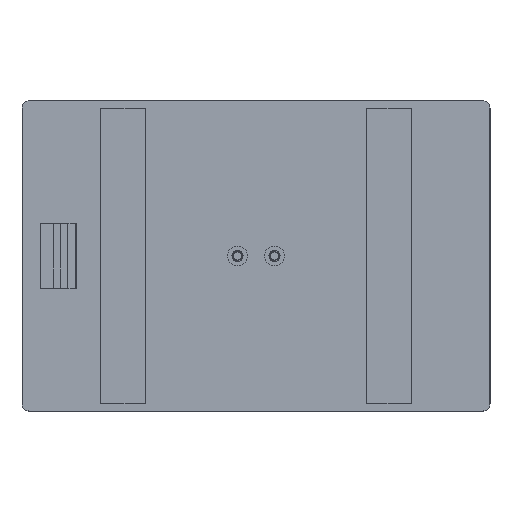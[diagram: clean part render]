
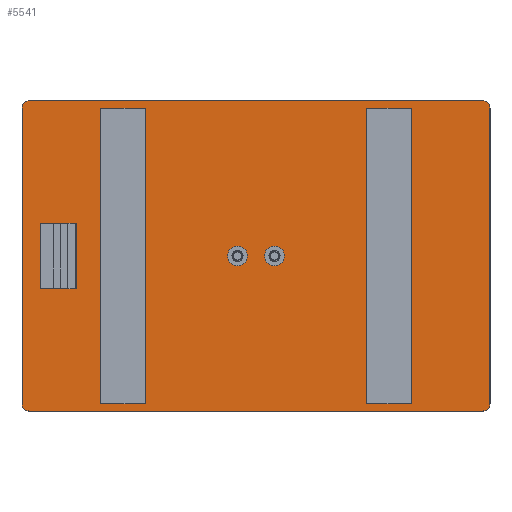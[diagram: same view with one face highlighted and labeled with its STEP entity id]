
A CAD part, top view. The second image highlights one B-rep face of the part: STEP entity #5541.
In plain terms, the highlighted planar face has unit normal (0, 0, 1).
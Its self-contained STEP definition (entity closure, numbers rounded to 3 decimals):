
#399=FACE_BOUND('',#933,.T.);
#400=FACE_BOUND('',#934,.T.);
#401=FACE_BOUND('',#935,.T.);
#402=FACE_BOUND('',#936,.T.);
#403=FACE_BOUND('',#937,.T.);
#476=PLANE('',#5946);
#595=FACE_OUTER_BOUND('',#932,.T.);
#932=EDGE_LOOP('',(#3744,#3745,#3746,#3747,#3748,#3749,#3750,#3751));
#933=EDGE_LOOP('',(#3752,#3753,#3754,#3755));
#934=EDGE_LOOP('',(#3756,#3757,#3758,#3759));
#935=EDGE_LOOP('',(#3760));
#936=EDGE_LOOP('',(#3761));
#937=EDGE_LOOP('',(#3762,#3763,#3764,#3765));
#1290=LINE('',#7748,#1679);
#1293=LINE('',#7753,#1682);
#1295=LINE('',#7757,#1684);
#1296=LINE('',#7759,#1685);
#1305=LINE('',#7803,#1694);
#1309=LINE('',#7811,#1698);
#1312=LINE('',#7817,#1701);
#1315=LINE('',#7822,#1704);
#1317=LINE('',#7826,#1706);
#1327=LINE('',#7853,#1716);
#1329=LINE('',#7857,#1718);
#1330=LINE('',#7860,#1719);
#1331=LINE('',#7865,#1720);
#1332=LINE('',#7867,#1721);
#1333=LINE('',#7869,#1722);
#1334=LINE('',#7870,#1723);
#1679=VECTOR('',#6449,10.);
#1682=VECTOR('',#6454,10.);
#1684=VECTOR('',#6458,10.);
#1685=VECTOR('',#6461,10.);
#1694=VECTOR('',#6504,10.);
#1698=VECTOR('',#6510,10.);
#1701=VECTOR('',#6515,10.);
#1704=VECTOR('',#6520,10.);
#1706=VECTOR('',#6526,10.);
#1716=VECTOR('',#6554,10.);
#1718=VECTOR('',#6558,10.);
#1719=VECTOR('',#6561,10.);
#1720=VECTOR('',#6564,10.);
#1721=VECTOR('',#6565,10.);
#1722=VECTOR('',#6566,10.);
#1723=VECTOR('',#6567,10.);
#2062=CIRCLE('',#5920,3.);
#2064=CIRCLE('',#5923,3.);
#2067=CIRCLE('',#5928,4.);
#2070=CIRCLE('',#5944,3.);
#2071=CIRCLE('',#5947,3.);
#2072=CIRCLE('',#5948,4.);
#2201=VERTEX_POINT('',#7745);
#2202=VERTEX_POINT('',#7747);
#2203=VERTEX_POINT('',#7751);
#2204=VERTEX_POINT('',#7755);
#2211=VERTEX_POINT('',#7773);
#2212=VERTEX_POINT('',#7775);
#2215=VERTEX_POINT('',#7782);
#2216=VERTEX_POINT('',#7784);
#2219=VERTEX_POINT('',#7793);
#2221=VERTEX_POINT('',#7801);
#2222=VERTEX_POINT('',#7802);
#2225=VERTEX_POINT('',#7810);
#2227=VERTEX_POINT('',#7816);
#2235=VERTEX_POINT('',#7847);
#2236=VERTEX_POINT('',#7849);
#2237=VERTEX_POINT('',#7856);
#2238=VERTEX_POINT('',#7858);
#2239=VERTEX_POINT('',#7861);
#2240=VERTEX_POINT('',#7863);
#2241=VERTEX_POINT('',#7864);
#2242=VERTEX_POINT('',#7866);
#2243=VERTEX_POINT('',#7868);
#2778=EDGE_CURVE('',#2202,#2201,#1290,.T.);
#2781=EDGE_CURVE('',#2201,#2203,#1293,.T.);
#2783=EDGE_CURVE('',#2203,#2204,#1295,.T.);
#2784=EDGE_CURVE('',#2204,#2202,#1296,.T.);
#2791=EDGE_CURVE('',#2212,#2211,#2062,.T.);
#2795=EDGE_CURVE('',#2216,#2215,#2064,.T.);
#2799=EDGE_CURVE('',#2219,#2219,#2067,.T.);
#2803=EDGE_CURVE('',#2221,#2222,#1305,.T.);
#2807=EDGE_CURVE('',#2225,#2221,#1309,.T.);
#2810=EDGE_CURVE('',#2227,#2225,#1312,.T.);
#2813=EDGE_CURVE('',#2222,#2227,#1315,.T.);
#2815=EDGE_CURVE('',#2215,#2212,#1317,.T.);
#2827=EDGE_CURVE('',#2235,#2236,#2070,.T.);
#2829=EDGE_CURVE('',#2236,#2211,#1327,.T.);
#2831=EDGE_CURVE('',#2237,#2235,#1329,.T.);
#2832=EDGE_CURVE('',#2238,#2237,#2071,.T.);
#2833=EDGE_CURVE('',#2238,#2216,#1330,.T.);
#2834=EDGE_CURVE('',#2239,#2239,#2072,.T.);
#2835=EDGE_CURVE('',#2240,#2241,#1331,.T.);
#2836=EDGE_CURVE('',#2241,#2242,#1332,.T.);
#2837=EDGE_CURVE('',#2242,#2243,#1333,.T.);
#2838=EDGE_CURVE('',#2243,#2240,#1334,.T.);
#3744=ORIENTED_EDGE('',*,*,#2827,.F.);
#3745=ORIENTED_EDGE('',*,*,#2831,.F.);
#3746=ORIENTED_EDGE('',*,*,#2832,.F.);
#3747=ORIENTED_EDGE('',*,*,#2833,.T.);
#3748=ORIENTED_EDGE('',*,*,#2795,.T.);
#3749=ORIENTED_EDGE('',*,*,#2815,.T.);
#3750=ORIENTED_EDGE('',*,*,#2791,.T.);
#3751=ORIENTED_EDGE('',*,*,#2829,.F.);
#3752=ORIENTED_EDGE('',*,*,#2783,.T.);
#3753=ORIENTED_EDGE('',*,*,#2784,.T.);
#3754=ORIENTED_EDGE('',*,*,#2778,.T.);
#3755=ORIENTED_EDGE('',*,*,#2781,.T.);
#3756=ORIENTED_EDGE('',*,*,#2803,.F.);
#3757=ORIENTED_EDGE('',*,*,#2807,.F.);
#3758=ORIENTED_EDGE('',*,*,#2810,.F.);
#3759=ORIENTED_EDGE('',*,*,#2813,.F.);
#3760=ORIENTED_EDGE('',*,*,#2799,.F.);
#3761=ORIENTED_EDGE('',*,*,#2834,.T.);
#3762=ORIENTED_EDGE('',*,*,#2835,.T.);
#3763=ORIENTED_EDGE('',*,*,#2836,.T.);
#3764=ORIENTED_EDGE('',*,*,#2837,.T.);
#3765=ORIENTED_EDGE('',*,*,#2838,.T.);
#5541=ADVANCED_FACE('',(#595,#399,#400,#401,#402,#403),#476,.T.);
#5920=AXIS2_PLACEMENT_3D('',#7776,#6475,#6476);
#5923=AXIS2_PLACEMENT_3D('',#7785,#6483,#6484);
#5928=AXIS2_PLACEMENT_3D('',#7794,#6494,#6495);
#5944=AXIS2_PLACEMENT_3D('',#7850,#6549,#6550);
#5946=AXIS2_PLACEMENT_3D('',#7855,#6556,#6557);
#5947=AXIS2_PLACEMENT_3D('',#7859,#6559,#6560);
#5948=AXIS2_PLACEMENT_3D('',#7862,#6562,#6563);
#6449=DIRECTION('',(1.,0.,0.));
#6454=DIRECTION('',(0.,-1.,0.));
#6458=DIRECTION('',(-1.,0.,0.));
#6461=DIRECTION('',(0.,1.,0.));
#6475=DIRECTION('center_axis',(0.,0.,1.));
#6476=DIRECTION('ref_axis',(0.707,0.707,0.));
#6483=DIRECTION('center_axis',(0.,0.,1.));
#6484=DIRECTION('ref_axis',(0.707,-0.707,0.));
#6494=DIRECTION('center_axis',(0.,0.,1.));
#6495=DIRECTION('ref_axis',(-1.,0.,0.));
#6504=DIRECTION('',(0.,-1.,0.));
#6510=DIRECTION('',(-1.,0.,0.));
#6515=DIRECTION('',(0.,1.,0.));
#6520=DIRECTION('',(1.,0.,0.));
#6526=DIRECTION('',(0.,1.,0.));
#6549=DIRECTION('center_axis',(0.,0.,-1.));
#6550=DIRECTION('ref_axis',(-0.707,0.707,0.));
#6554=DIRECTION('',(1.,0.,0.));
#6556=DIRECTION('center_axis',(0.,0.,1.));
#6557=DIRECTION('ref_axis',(1.,0.,0.));
#6558=DIRECTION('',(0.,1.,0.));
#6559=DIRECTION('center_axis',(0.,0.,-1.));
#6560=DIRECTION('ref_axis',(-0.707,-0.707,0.));
#6561=DIRECTION('',(1.,0.,0.));
#6562=DIRECTION('center_axis',(0.,0.,-1.));
#6563=DIRECTION('ref_axis',(1.,0.,0.));
#6564=DIRECTION('',(0.,-1.,0.));
#6565=DIRECTION('',(-1.,0.,0.));
#6566=DIRECTION('',(0.,1.,0.));
#6567=DIRECTION('',(1.,0.,0.));
#7745=CARTESIAN_POINT('',(-73.,13.3,0.));
#7747=CARTESIAN_POINT('',(-87.6,13.3,0.));
#7748=CARTESIAN_POINT('',(-67.55,13.3,0.));
#7751=CARTESIAN_POINT('',(-73.,-13.3,0.));
#7753=CARTESIAN_POINT('',(-73.,6.65,0.));
#7755=CARTESIAN_POINT('',(-87.6,-13.3,0.));
#7757=CARTESIAN_POINT('',(-60.25,-13.3,0.));
#7759=CARTESIAN_POINT('',(-87.6,-6.65,0.));
#7773=CARTESIAN_POINT('',(92.,63.,0.));
#7775=CARTESIAN_POINT('',(95.,60.,0.));
#7776=CARTESIAN_POINT('Origin',(92.,60.,0.));
#7782=CARTESIAN_POINT('',(95.,-60.,0.));
#7784=CARTESIAN_POINT('',(92.,-63.,0.));
#7785=CARTESIAN_POINT('Origin',(92.,-60.,0.));
#7793=CARTESIAN_POINT('',(11.5,0.,0.));
#7794=CARTESIAN_POINT('Origin',(7.5,0.,0.));
#7801=CARTESIAN_POINT('',(45.,60.,0.));
#7802=CARTESIAN_POINT('',(45.,-60.,0.));
#7803=CARTESIAN_POINT('',(45.,30.,0.));
#7810=CARTESIAN_POINT('',(63.,60.,0.));
#7811=CARTESIAN_POINT('',(55.25,60.,0.));
#7816=CARTESIAN_POINT('',(63.,-60.,0.));
#7817=CARTESIAN_POINT('',(63.,-30.,0.));
#7822=CARTESIAN_POINT('',(46.25,-60.,0.));
#7826=CARTESIAN_POINT('',(95.,-63.,0.));
#7847=CARTESIAN_POINT('',(-95.,60.,0.));
#7849=CARTESIAN_POINT('',(-92.,63.,0.));
#7850=CARTESIAN_POINT('Origin',(-92.,60.,0.));
#7853=CARTESIAN_POINT('',(-95.,63.,0.));
#7855=CARTESIAN_POINT('Origin',(-47.5,0.,0.));
#7856=CARTESIAN_POINT('',(-95.,-60.,0.));
#7857=CARTESIAN_POINT('',(-95.,-63.,0.));
#7858=CARTESIAN_POINT('',(-92.,-63.,0.));
#7859=CARTESIAN_POINT('Origin',(-92.,-60.,0.));
#7860=CARTESIAN_POINT('',(0.,-63.,0.));
#7861=CARTESIAN_POINT('',(-11.5,0.,0.));
#7862=CARTESIAN_POINT('Origin',(-7.5,0.,0.));
#7863=CARTESIAN_POINT('',(-45.,60.,0.));
#7864=CARTESIAN_POINT('',(-45.,-60.,0.));
#7865=CARTESIAN_POINT('',(-45.,30.,0.));
#7866=CARTESIAN_POINT('',(-63.,-60.,0.));
#7867=CARTESIAN_POINT('',(-46.25,-60.,0.));
#7868=CARTESIAN_POINT('',(-63.,60.,0.));
#7869=CARTESIAN_POINT('',(-63.,-30.,0.));
#7870=CARTESIAN_POINT('',(-55.25,60.,0.));
